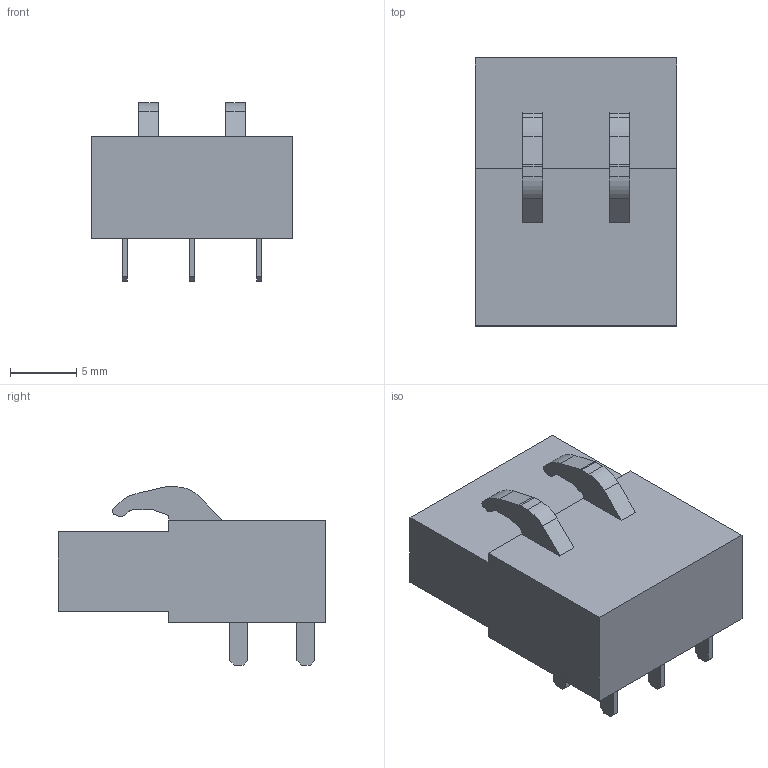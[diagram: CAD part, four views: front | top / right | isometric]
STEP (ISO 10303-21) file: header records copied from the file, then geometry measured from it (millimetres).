
FILE_DESCRIPTION(('CATIA V5 STEP Exchange','CAx-IF Rec.Pracs.--- Model Styling and Organization---1.2---2011-12-15'),'2;1');
FILE_NAME ('D1453693_0', '2018-09-01T02:59:40+00:00', ('none'), ('Weidmueller'), 'CATIA Version 5-6 Release 2014', 'CATIA V5 STEP AP214', 'none');
FILE_SCHEMA(('AUTOMOTIVE_DESIGN { 1 0 10303 214 1 1 1 1 }'));
Length unit declared in the file: millimetre
Products named in the file (1): 1622950000
Bounding box: 15.24 x 20.25 x 13.48 mm (x, y, z)
Volume: 2175.9 mm3; surface area: 1348.7 mm2
Topology: 7 solids, 7 shells, 133 faces, 324 edges, 216 vertices
Faces by surface type: plane 113, cylinder 14, cone 6
Entity records: 3575 total; most frequent: ORIENTED_EDGE 648, CARTESIAN_POINT 628, DIRECTION 480, EDGE_CURVE 324, VECTOR 278, LINE 278, VERTEX_POINT 216, EDGE_LOOP 144
